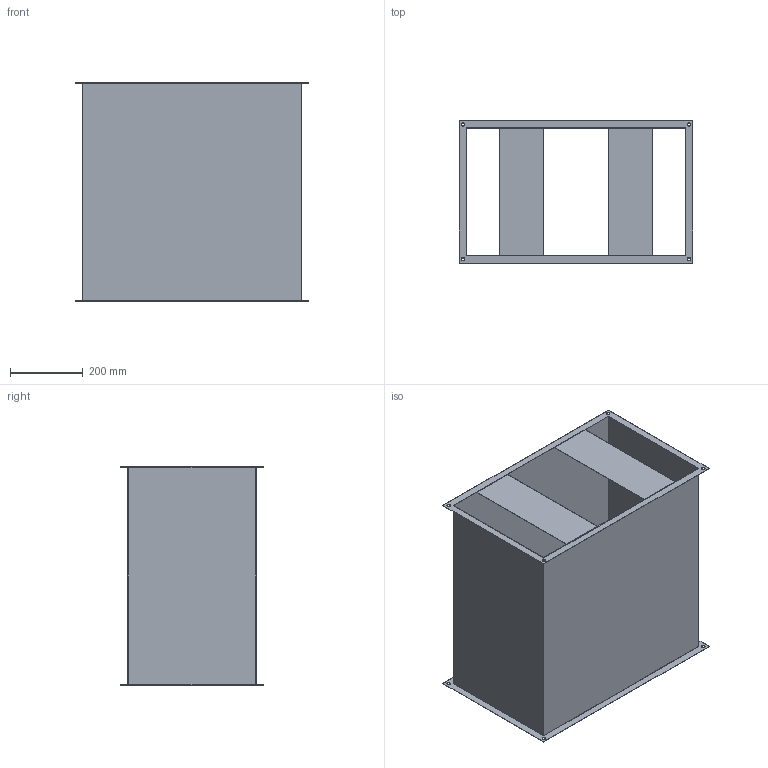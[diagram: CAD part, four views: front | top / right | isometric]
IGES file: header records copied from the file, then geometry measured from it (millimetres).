
Start section: SolidWorks IGES file using analytic representation for surfaces
Global section: file name: KSP_-_31-14.igs; native system: SolidWorks 2008; preprocessor: SolidWorks 2008; author: WS-KO; date: 090526.170158; units: millimetre
Bounding box: 642 x 392 x 600 mm (x, y, z)
Surface area: 2786936.1 mm2 (no closed solid volume)
Topology: 0 solids, 0 shells, 60 faces, 512 edges, 512 vertices
Faces by surface type: bspline 44, revolution 16
